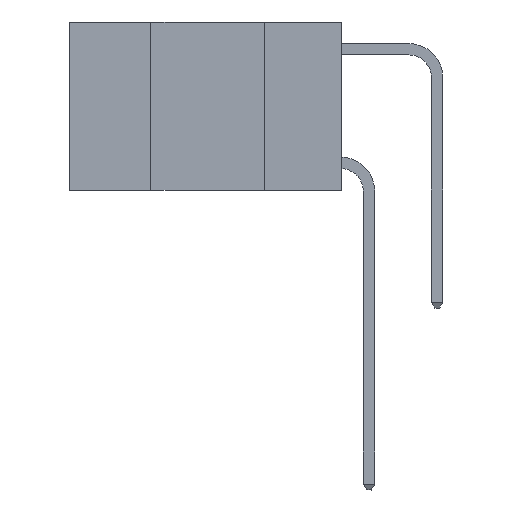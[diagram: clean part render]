
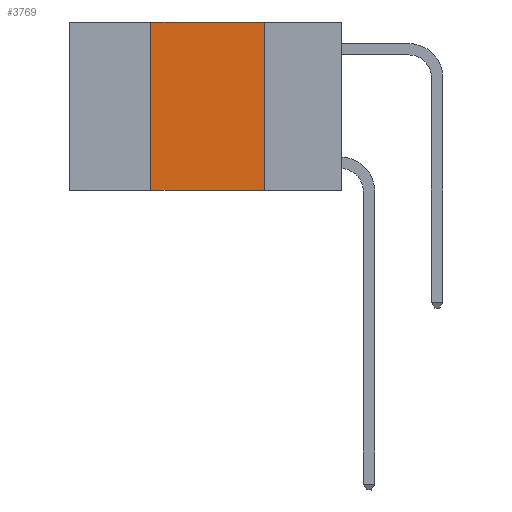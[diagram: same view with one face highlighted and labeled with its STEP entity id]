
A CAD part, left-side view. The second image highlights one B-rep face of the part: STEP entity #3769.
In plain terms, the highlighted planar face has unit normal (-1, 0, 0).
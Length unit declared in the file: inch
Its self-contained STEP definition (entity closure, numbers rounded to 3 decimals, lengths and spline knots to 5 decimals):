
#790 = ORIENTED_EDGE ( 'NONE', *, *, #5451, .F. ) ;
#1151 = CARTESIAN_POINT ( 'NONE',  ( 0., 0.42, -0.37 ) ) ;
#1270 = VECTOR ( 'NONE', #6004, 39.37008 ) ;
#1434 = VERTEX_POINT ( 'NONE', #3659 ) ;
#1576 = LINE ( 'NONE', #9874, #11663 ) ;
#1643 = VERTEX_POINT ( 'NONE', #10407 ) ;
#2379 = EDGE_LOOP ( 'NONE', ( #790, #3884, #4903, #3747 ) ) ;
#3069 = DIRECTION ( 'NONE',  ( 0., 0., -1. ) ) ;
#3659 = CARTESIAN_POINT ( 'NONE',  ( 0., 0.42, 0. ) ) ;
#3747 = ORIENTED_EDGE ( 'NONE', *, *, #9715, .T. ) ;
#3769 = ADVANCED_FACE ( 'NONE', ( #10428 ), #9906, .F. ) ;
#3884 = ORIENTED_EDGE ( 'NONE', *, *, #6915, .F. ) ;
#4151 = DIRECTION ( 'NONE',  ( 1., 0., 0. ) ) ;
#4226 = DIRECTION ( 'NONE',  ( 0., -1., 0. ) ) ;
#4744 = LINE ( 'NONE', #5580, #9541 ) ;
#4903 = ORIENTED_EDGE ( 'NONE', *, *, #9312, .F. ) ;
#5451 = EDGE_CURVE ( 'NONE', #7185, #1643, #1576, .T. ) ;
#5580 = CARTESIAN_POINT ( 'NONE',  ( 0., 0.6, -0.37 ) ) ;
#6004 = DIRECTION ( 'NONE',  ( 0., 0., 1. ) ) ;
#6540 = DIRECTION ( 'NONE',  ( 0., -1., 0. ) ) ;
#6562 = CARTESIAN_POINT ( 'NONE',  ( 0., 0.17, 0. ) ) ;
#6884 = VECTOR ( 'NONE', #4226, 39.37008 ) ;
#6915 = EDGE_CURVE ( 'NONE', #1434, #7185, #11599, .T. ) ;
#7023 = CARTESIAN_POINT ( 'NONE',  ( 0., 0.6, 0. ) ) ;
#7185 = VERTEX_POINT ( 'NONE', #6562 ) ;
#7542 = AXIS2_PLACEMENT_3D ( 'NONE', #7023, #4151, #10840 ) ;
#8071 = VERTEX_POINT ( 'NONE', #1151 ) ;
#8959 = LINE ( 'NONE', #12567, #1270 ) ;
#9312 = EDGE_CURVE ( 'NONE', #8071, #1434, #8959, .T. ) ;
#9541 = VECTOR ( 'NONE', #6540, 39.37008 ) ;
#9715 = EDGE_CURVE ( 'NONE', #8071, #1643, #4744, .T. ) ;
#9874 = CARTESIAN_POINT ( 'NONE',  ( 0., 0.17, 0. ) ) ;
#9906 = PLANE ( 'NONE',  #7542 ) ;
#9973 = CARTESIAN_POINT ( 'NONE',  ( 0., 0.6, 0. ) ) ;
#10407 = CARTESIAN_POINT ( 'NONE',  ( 0., 0.17, -0.37 ) ) ;
#10428 = FACE_OUTER_BOUND ( 'NONE', #2379, .T. ) ;
#10840 = DIRECTION ( 'NONE',  ( 0., 0., -1. ) ) ;
#11599 = LINE ( 'NONE', #9973, #6884 ) ;
#11663 = VECTOR ( 'NONE', #3069, 39.37008 ) ;
#12567 = CARTESIAN_POINT ( 'NONE',  ( 0., 0.42, 0. ) ) ;
